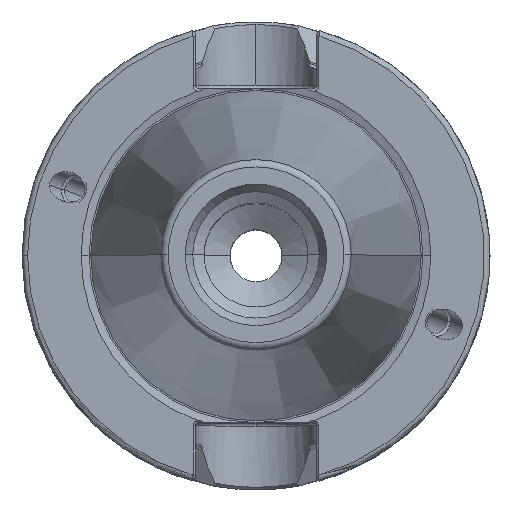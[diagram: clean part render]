
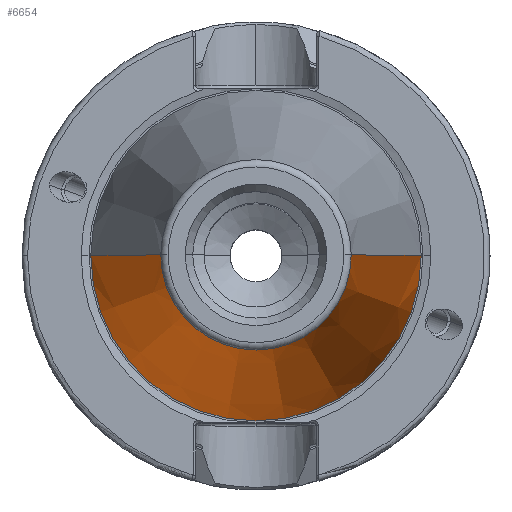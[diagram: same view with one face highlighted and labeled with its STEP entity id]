
A CAD part, top view. The second image highlights one B-rep face of the part: STEP entity #6654.
In plain terms, the highlighted conical face has half-angle 8.298 degrees and reference radius 12.687 mm.
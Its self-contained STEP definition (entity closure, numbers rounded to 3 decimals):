
#416 = CARTESIAN_POINT ( 'NONE',  ( 0., 0., 64.544 ) ) ;
#487 = CARTESIAN_POINT ( 'NONE',  ( 0., 0., 0. ) ) ;
#516 = CARTESIAN_POINT ( 'NONE',  ( 0., 0., 65.4 ) ) ;
#1010 = DIRECTION ( 'NONE',  ( 1., 0., 0. ) ) ;
#1086 = DIRECTION ( 'NONE',  ( -1., 0., 0. ) ) ;
#1259 = CARTESIAN_POINT ( 'NONE',  ( -22.225, 0., 0. ) ) ;
#1390 = CONICAL_SURFACE ( 'NONE', #6074, 12.687, 0.145 ) ;
#1619 = EDGE_CURVE ( 'NONE', #3023, #2029, #1916, .T. ) ;
#1916 = CIRCLE ( 'NONE', #1930, 12.812 ) ;
#1930 = AXIS2_PLACEMENT_3D ( 'NONE', #416, #4559, #1010 ) ;
#2029 = VERTEX_POINT ( 'NONE', #3625 ) ;
#2159 = FACE_OUTER_BOUND ( 'NONE', #7274, .T. ) ;
#2608 = VECTOR ( 'NONE', #7203, 1000. ) ;
#2691 = AXIS2_PLACEMENT_3D ( 'NONE', #487, #4624, #1086 ) ;
#3023 = VERTEX_POINT ( 'NONE', #4910 ) ;
#3331 = LINE ( 'NONE', #4654, #6486 ) ;
#3437 = ORIENTED_EDGE ( 'NONE', *, *, #4884, .F. ) ;
#3536 = ORIENTED_EDGE ( 'NONE', *, *, #3586, .T. ) ;
#3586 = EDGE_CURVE ( 'NONE', #2029, #3635, #4161, .T. ) ;
#3625 = CARTESIAN_POINT ( 'NONE',  ( -12.812, 0., 64.544 ) ) ;
#3635 = VERTEX_POINT ( 'NONE', #1259 ) ;
#4161 = LINE ( 'NONE', #4775, #2608 ) ;
#4559 = DIRECTION ( 'NONE',  ( 0., 0., -1. ) ) ;
#4624 = DIRECTION ( 'NONE',  ( 0., 0., -1. ) ) ;
#4654 = CARTESIAN_POINT ( 'NONE',  ( 12.687, 0., 65.4 ) ) ;
#4775 = CARTESIAN_POINT ( 'NONE',  ( -12.687, 0., 65.4 ) ) ;
#4884 = EDGE_CURVE ( 'NONE', #5873, #3635, #6288, .T. ) ;
#4910 = CARTESIAN_POINT ( 'NONE',  ( 12.812, 0., 64.544 ) ) ;
#5245 = DIRECTION ( 'NONE',  ( 0.144, 0., -0.99 ) ) ;
#5631 = ORIENTED_EDGE ( 'NONE', *, *, #1619, .T. ) ;
#5862 = ORIENTED_EDGE ( 'NONE', *, *, #7697, .F. ) ;
#5870 = DIRECTION ( 'NONE',  ( 0., 0., -1. ) ) ;
#5873 = VERTEX_POINT ( 'NONE', #6917 ) ;
#6074 = AXIS2_PLACEMENT_3D ( 'NONE', #516, #5870, #7120 ) ;
#6288 = CIRCLE ( 'NONE', #2691, 22.225 ) ;
#6486 = VECTOR ( 'NONE', #5245, 1000. ) ;
#6654 = ADVANCED_FACE ( 'NONE', ( #2159 ), #1390, .T. ) ;
#6917 = CARTESIAN_POINT ( 'NONE',  ( 22.225, 0., 0. ) ) ;
#7120 = DIRECTION ( 'NONE',  ( -1., 0., 0. ) ) ;
#7203 = DIRECTION ( 'NONE',  ( -0.144, 0., -0.99 ) ) ;
#7274 = EDGE_LOOP ( 'NONE', ( #5862, #5631, #3536, #3437 ) ) ;
#7697 = EDGE_CURVE ( 'NONE', #3023, #5873, #3331, .T. ) ;
